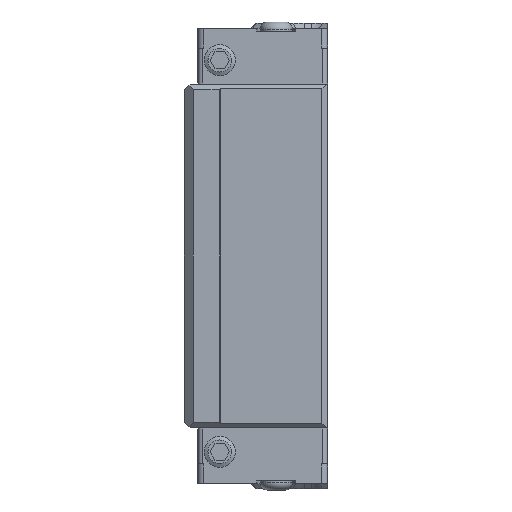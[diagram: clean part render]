
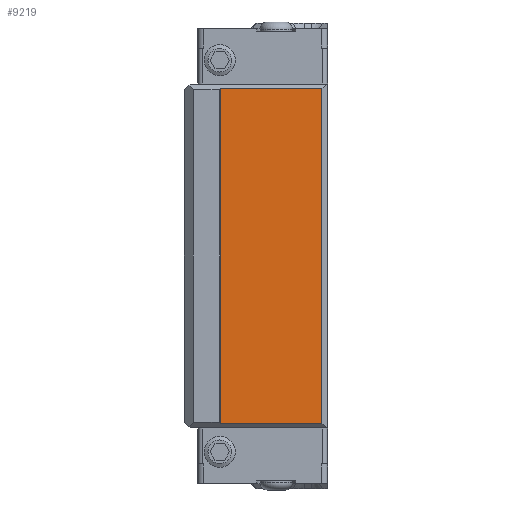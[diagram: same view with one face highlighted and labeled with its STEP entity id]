
A CAD part, left-side view. The second image highlights one B-rep face of the part: STEP entity #9219.
In plain terms, the highlighted planar face has unit normal (-1, 0, 0).
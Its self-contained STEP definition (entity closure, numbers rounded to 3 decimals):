
#635=PLANE('',#10058);
#1123=FACE_OUTER_BOUND('',#1645,.T.);
#1645=EDGE_LOOP('',(#8693,#8694,#8695,#8696));
#2591=LINE('',#15251,#3569);
#2598=LINE('',#15265,#3576);
#2602=LINE('',#15272,#3580);
#2624=LINE('',#15319,#3602);
#3569=VECTOR('',#12578,10.);
#3576=VECTOR('',#12587,10.);
#3580=VECTOR('',#12597,10.);
#3602=VECTOR('',#12669,10.);
#4775=VERTEX_POINT('',#15248);
#4776=VERTEX_POINT('',#15250);
#4781=VERTEX_POINT('',#15262);
#4782=VERTEX_POINT('',#15264);
#6055=EDGE_CURVE('',#4776,#4775,#2591,.T.);
#6062=EDGE_CURVE('',#4782,#4781,#2598,.T.);
#6066=EDGE_CURVE('',#4775,#4782,#2602,.T.);
#6088=EDGE_CURVE('',#4776,#4781,#2624,.T.);
#8693=ORIENTED_EDGE('',*,*,#6055,.T.);
#8694=ORIENTED_EDGE('',*,*,#6066,.T.);
#8695=ORIENTED_EDGE('',*,*,#6062,.T.);
#8696=ORIENTED_EDGE('',*,*,#6088,.F.);
#9219=ADVANCED_FACE('',(#1123),#635,.T.);
#10058=AXIS2_PLACEMENT_3D('',#15318,#12667,#12668);
#12578=DIRECTION('',(0.,-1.,0.));
#12587=DIRECTION('',(0.,1.,0.));
#12597=DIRECTION('',(0.,0.,1.));
#12667=DIRECTION('center_axis',(-1.,0.,0.));
#12668=DIRECTION('ref_axis',(0.,-1.,0.));
#12669=DIRECTION('',(0.,0.,1.));
#15248=CARTESIAN_POINT('',(-21.8,-17.4,-29.85));
#15250=CARTESIAN_POINT('',(-21.8,0.7,-29.85));
#15251=CARTESIAN_POINT('',(-21.8,0.35,-29.85));
#15262=CARTESIAN_POINT('',(-21.8,0.7,29.85));
#15264=CARTESIAN_POINT('',(-21.8,-17.4,29.85));
#15265=CARTESIAN_POINT('',(-21.8,0.35,29.85));
#15272=CARTESIAN_POINT('',(-21.8,-17.4,0.));
#15318=CARTESIAN_POINT('Origin',(-21.8,0.7,0.));
#15319=CARTESIAN_POINT('',(-21.8,0.7,0.));
